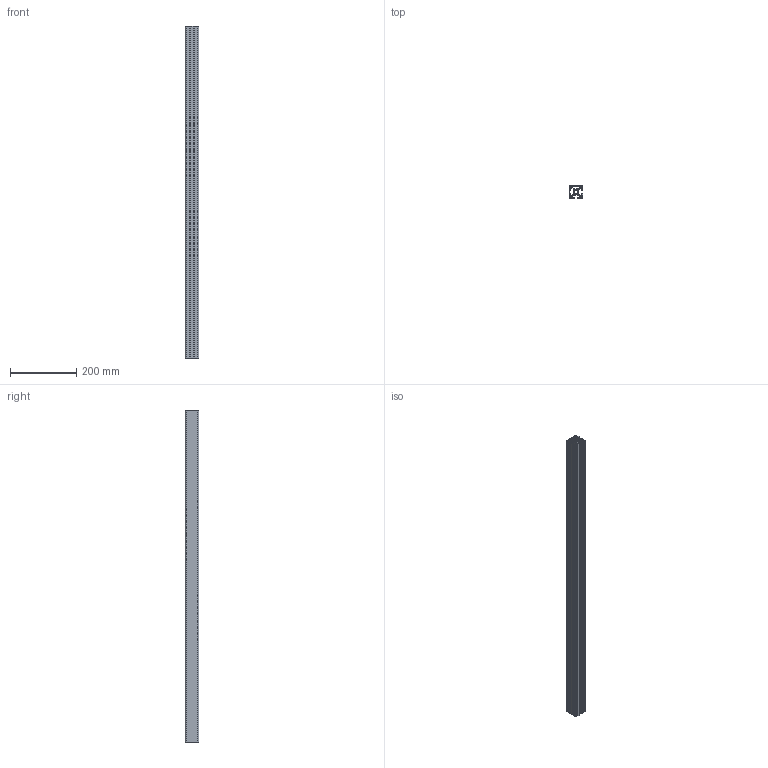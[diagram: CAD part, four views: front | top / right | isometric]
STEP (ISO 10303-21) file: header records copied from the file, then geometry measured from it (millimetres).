
FILE_DESCRIPTION (( 'STEP AP214' ), '1' );
FILE_NAME ('1.0404.2C.SPSS.STEP', '2025-06-14T18:01:14', ( '' ), ( '' ), 'SwSTEP 2.0', 'SolidWorks 2023', '' );
FILE_SCHEMA (( 'AUTOMOTIVE_DESIGN' ));
Length unit declared in the file: millimetre
Products named in the file (1): 1.0404.2C.SPSS
Bounding box: 40 x 40 x 1000 mm (x, y, z)
Volume: 524140.9 mm3; surface area: 573418.8 mm2
Topology: 1 solids, 1 shells, 210 faces, 624 edges, 416 vertices
Faces by surface type: plane 164, cylinder 46
Entity records: 7023 total; most frequent: CARTESIAN_POINT 1251, ORIENTED_EDGE 1248, DIRECTION 1138, EDGE_CURVE 624, LINE 532, VECTOR 532, VERTEX_POINT 416, AXIS2_PLACEMENT_3D 303
